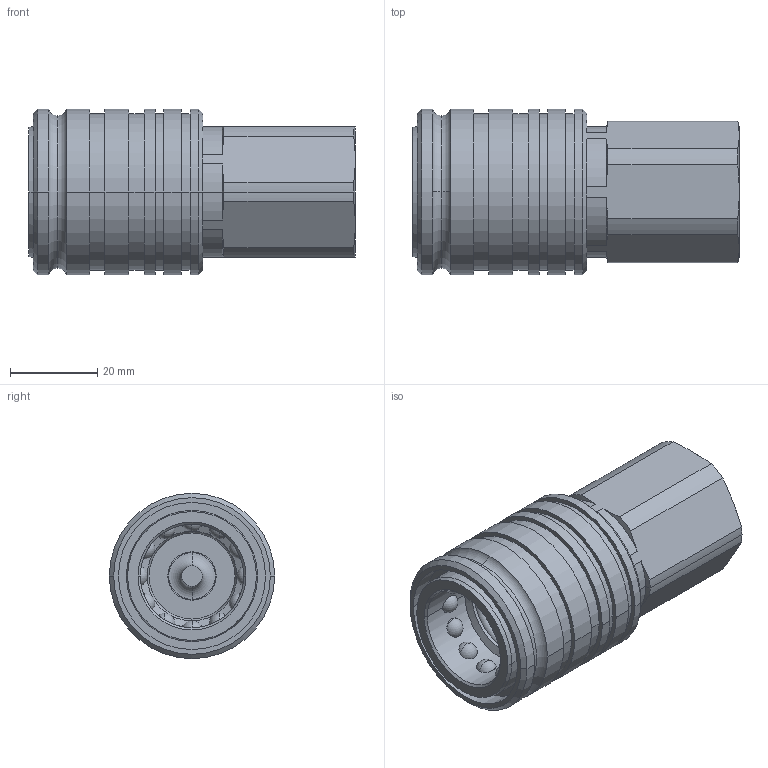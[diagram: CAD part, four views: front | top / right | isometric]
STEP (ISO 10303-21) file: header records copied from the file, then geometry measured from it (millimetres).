
FILE_DESCRIPTION( ( '' ), '1' );
FILE_NAME( '42221800.stp', '2012-08-14T12:29:35', ( '' ), ( '' ), ' ', ' ', ' ' );
FILE_SCHEMA( ( 'CONFIG_CONTROL_DESIGN' ) );
Length unit declared in the file: millimetre
Products named in the file (2): 1; 2
Bounding box: 75 x 38 x 38 mm (x, y, z)
Volume: 47510.5 mm3; surface area: 20445.6 mm2
Topology: 2 solids, 2 shells, 176 faces, 437 edges, 275 vertices
Faces by surface type: cylinder 71, plane 37, cone 36, sphere 22, torus 10
Entity records: 5960 total; most frequent: CARTESIAN_POINT 1727, DIRECTION 921, ORIENTED_EDGE 834, EDGE_CURVE 417, AXIS2_PLACEMENT_3D 392, VERTEX_POINT 275, CIRCLE 212, EDGE_LOOP 210
